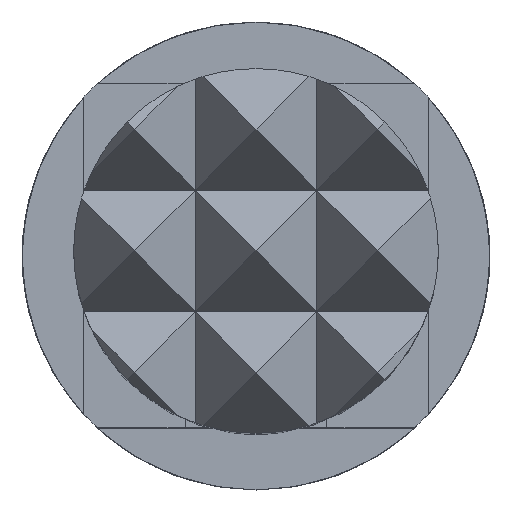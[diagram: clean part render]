
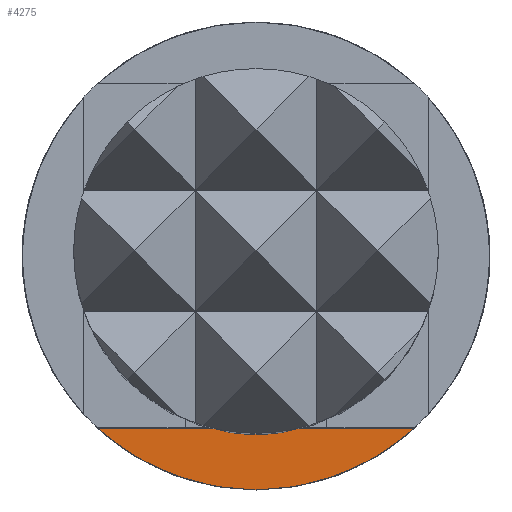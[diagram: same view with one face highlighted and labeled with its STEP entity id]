
A CAD part, top view. The second image highlights one B-rep face of the part: STEP entity #4275.
In plain terms, the highlighted planar face has unit normal (0, 0, 1).
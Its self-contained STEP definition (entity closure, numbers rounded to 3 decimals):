
#22 = CARTESIAN_POINT ( 'NONE',  ( 0., 0., -1.4 ) ) ;
#23 = DIRECTION ( 'NONE',  ( 0., 0., -1. ) ) ;
#24 = DIRECTION ( 'NONE',  ( -1., 0., 0. ) ) ;
#890 = VERTEX_POINT ( 'NONE', #9588 ) ;
#1848 = CARTESIAN_POINT ( 'NONE',  ( 0.85, -0.85, -1.4 ) ) ;
#1857 = DIRECTION ( 'NONE',  ( -1., 0., 0. ) ) ;
#2269 = EDGE_LOOP ( 'NONE', ( #7931, #7932, #7933 ) ) ;
#3118 = CIRCLE ( 'NONE', #8725, 1.155 ) ;
#3176 = LINE ( 'NONE', #1848, #3185 ) ;
#3185 = VECTOR ( 'NONE', #1857, 1000. ) ;
#3349 = CIRCLE ( 'NONE', #8785, 1.155 ) ;
#4275 = ADVANCED_FACE ( 'NONE', ( #9339 ), #6187, .F. ) ;
#5965 = CARTESIAN_POINT ( 'NONE',  ( 0., 0., -1.4 ) ) ;
#5966 = DIRECTION ( 'NONE',  ( 0., 0., -1. ) ) ;
#5967 = DIRECTION ( 'NONE',  ( -1., 0., 0. ) ) ;
#6180 = CARTESIAN_POINT ( 'NONE',  ( 0.85, -1.155, -1.4 ) ) ;
#6187 = PLANE ( 'NONE',  #8694 ) ;
#6189 = DIRECTION ( 'NONE',  ( 0., 0., -1. ) ) ;
#6190 = DIRECTION ( 'NONE',  ( -1., 0., 0. ) ) ;
#6287 = CARTESIAN_POINT ( 'NONE',  ( 0.782, -0.85, -1.4 ) ) ;
#6288 = CARTESIAN_POINT ( 'NONE',  ( 0., -1.155, -1.4 ) ) ;
#6696 = VERTEX_POINT ( 'NONE', #6287 ) ;
#6697 = VERTEX_POINT ( 'NONE', #6288 ) ;
#7249 = EDGE_CURVE ( 'NONE', #6697, #890, #3118, .T. ) ;
#7301 = EDGE_CURVE ( 'NONE', #6696, #890, #3176, .T. ) ;
#7931 = ORIENTED_EDGE ( 'NONE', *, *, #7301, .T. ) ;
#7932 = ORIENTED_EDGE ( 'NONE', *, *, #7249, .F. ) ;
#7933 = ORIENTED_EDGE ( 'NONE', *, *, #10183, .F. ) ;
#8694 = AXIS2_PLACEMENT_3D ( 'NONE', #6180, #6189, #6190 ) ;
#8725 = AXIS2_PLACEMENT_3D ( 'NONE', #5965, #5966, #5967 ) ;
#8785 = AXIS2_PLACEMENT_3D ( 'NONE', #22, #23, #24 ) ;
#9339 = FACE_OUTER_BOUND ( 'NONE', #2269, .T. ) ;
#9588 = CARTESIAN_POINT ( 'NONE',  ( -0.782, -0.85, -1.4 ) ) ;
#10183 = EDGE_CURVE ( 'NONE', #6696, #6697, #3349, .T. ) ;
